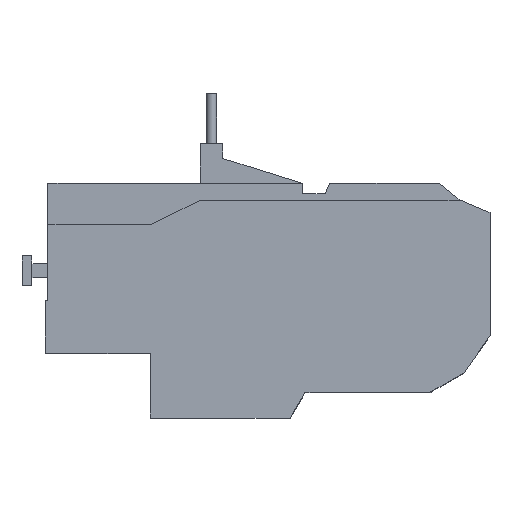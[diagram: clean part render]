
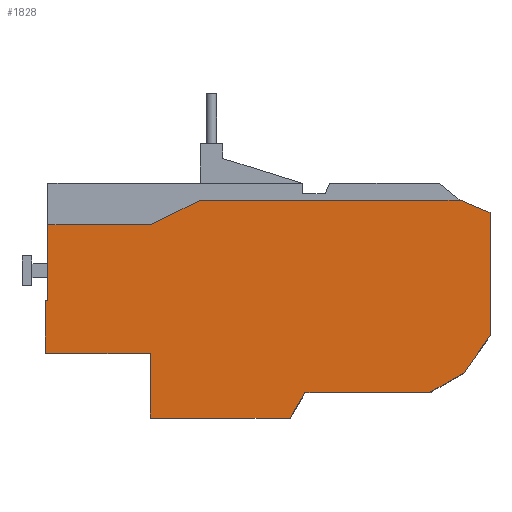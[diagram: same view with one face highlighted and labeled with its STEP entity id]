
A CAD part, top view. The second image highlights one B-rep face of the part: STEP entity #1828.
In plain terms, the highlighted planar face has unit normal (0, 0, 1).
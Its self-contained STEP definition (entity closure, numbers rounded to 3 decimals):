
#40 = CARTESIAN_POINT ( 'NONE',  ( 68., 48.136, 49. ) ) ;
#546 = VECTOR ( 'NONE', #10335, 1000. ) ;
#614 = LINE ( 'NONE', #8510, #546 ) ;
#1100 = CARTESIAN_POINT ( 'NONE',  ( -21., 20., 49. ) ) ;
#1740 = CARTESIAN_POINT ( 'NONE',  ( 30.955, 12.117, 49. ) ) ;
#1786 = CARTESIAN_POINT ( 'NONE',  ( 0., 7., 49. ) ) ;
#1828 = ADVANCED_FACE ( 'NONE', ( #7235 ), #4797, .T. ) ;
#2220 = VERTEX_POINT ( 'NONE', #1100 ) ;
#2318 = CARTESIAN_POINT ( 'NONE',  ( -20.5, 30.5, 49. ) ) ;
#2962 = DIRECTION ( 'NONE',  ( 0., 1., 0. ) ) ;
#3119 = EDGE_LOOP ( 'NONE', ( #17918, #18162, #18328, #18502, #18706, #18807, #18952, #19236, #19453, #19616, #19880, #20058, #20292, #20507, #20791 ) ) ;
#3135 = DIRECTION ( 'NONE',  ( -1., 0., 0. ) ) ;
#3380 = DIRECTION ( 'NONE',  ( -1., 0., 0. ) ) ;
#3580 = CARTESIAN_POINT ( 'NONE',  ( 0., 20., 49. ) ) ;
#3591 = CARTESIAN_POINT ( 'NONE',  ( -20.5, 45.7, 49. ) ) ;
#3830 = CARTESIAN_POINT ( 'NONE',  ( 28., 7., 49. ) ) ;
#4426 = CARTESIAN_POINT ( 'NONE',  ( 10., 50.636, 49. ) ) ;
#4455 = CARTESIAN_POINT ( 'NONE',  ( 68., 48.136, 49. ) ) ;
#4527 = VERTEX_POINT ( 'NONE', #1786 ) ;
#4618 = CARTESIAN_POINT ( 'NONE',  ( -21., 30.5, 49. ) ) ;
#4642 = LINE ( 'NONE', #5664, #4684 ) ;
#4684 = VECTOR ( 'NONE', #5586, 1000. ) ;
#4769 = DIRECTION ( 'NONE',  ( 1., 0., 0. ) ) ;
#4774 = DIRECTION ( 'NONE',  ( 0., 0., 1. ) ) ;
#4797 = PLANE ( 'NONE',  #5078 ) ;
#4823 = VERTEX_POINT ( 'NONE', #4455 ) ;
#4841 = CARTESIAN_POINT ( 'NONE',  ( 0., 0., 49. ) ) ;
#5078 = AXIS2_PLACEMENT_3D ( 'NONE', #4841, #4774, #4769 ) ;
#5099 = CARTESIAN_POINT ( 'NONE',  ( 62., 50.636, 49. ) ) ;
#5306 = CARTESIAN_POINT ( 'NONE',  ( -21., 20., 49. ) ) ;
#5504 = DIRECTION ( 'NONE',  ( -0.897, -0.443, 0. ) ) ;
#5515 = DIRECTION ( 'NONE',  ( -0.5, -0.866, 0. ) ) ;
#5586 = DIRECTION ( 'NONE',  ( -0.569, -0.823, 0. ) ) ;
#5664 = CARTESIAN_POINT ( 'NONE',  ( 62.883, 16.117, 49. ) ) ;
#6726 = EDGE_CURVE ( 'NONE', #14458, #11040, #10274, .T. ) ;
#6748 = LINE ( 'NONE', #15265, #6769 ) ;
#6769 = VECTOR ( 'NONE', #14366, 1000. ) ;
#6992 = VECTOR ( 'NONE', #3380, 1000. ) ;
#7080 = LINE ( 'NONE', #1740, #6992 ) ;
#7084 = DIRECTION ( 'NONE',  ( 1., 0., 0. ) ) ;
#7235 = FACE_OUTER_BOUND ( 'NONE', #3119, .T. ) ;
#7955 = CARTESIAN_POINT ( 'NONE',  ( 0., 30.5, 49. ) ) ;
#8157 = EDGE_CURVE ( 'NONE', #11394, #16266, #6748, .T. ) ;
#8333 = VECTOR ( 'NONE', #5515, 1000. ) ;
#8350 = LINE ( 'NONE', #3830, #8333 ) ;
#8510 = CARTESIAN_POINT ( 'NONE',  ( 0., 45.7, 49. ) ) ;
#8802 = EDGE_CURVE ( 'NONE', #16328, #11394, #4642, .T. ) ;
#9749 = DIRECTION ( 'NONE',  ( -1., 0., 0. ) ) ;
#10089 = EDGE_CURVE ( 'NONE', #4823, #16328, #21026, .T. ) ;
#10114 = VECTOR ( 'NONE', #13935, 1000. ) ;
#10258 = VECTOR ( 'NONE', #3135, 1000. ) ;
#10274 = LINE ( 'NONE', #14944, #10114 ) ;
#10304 = LINE ( 'NONE', #13774, #10258 ) ;
#10335 = DIRECTION ( 'NONE',  ( -1., 0., 0. ) ) ;
#11040 = VERTEX_POINT ( 'NONE', #4426 ) ;
#11394 = VERTEX_POINT ( 'NONE', #20651 ) ;
#11526 = EDGE_CURVE ( 'NONE', #4823, #14458, #19892, .T. ) ;
#11801 = VERTEX_POINT ( 'NONE', #15263 ) ;
#11990 = EDGE_CURVE ( 'NONE', #20401, #14019, #18566, .T. ) ;
#12659 = VERTEX_POINT ( 'NONE', #18533 ) ;
#12766 = CARTESIAN_POINT ( 'NONE',  ( -20.5, 0., 49. ) ) ;
#12769 = EDGE_CURVE ( 'NONE', #20619, #2220, #15845, .T. ) ;
#13030 = EDGE_CURVE ( 'NONE', #2220, #19767, #15013, .T. ) ;
#13031 = VECTOR ( 'NONE', #5504, 1000. ) ;
#13135 = LINE ( 'NONE', #19966, #13031 ) ;
#13250 = EDGE_CURVE ( 'NONE', #4527, #19767, #14083, .T. ) ;
#13463 = CARTESIAN_POINT ( 'NONE',  ( 55.955, 12.117, 49. ) ) ;
#13534 = EDGE_CURVE ( 'NONE', #11040, #12659, #13135, .T. ) ;
#13720 = VECTOR ( 'NONE', #9749, 1000. ) ;
#13774 = CARTESIAN_POINT ( 'NONE',  ( 0., 7., 49. ) ) ;
#13810 = LINE ( 'NONE', #7955, #13720 ) ;
#13935 = DIRECTION ( 'NONE',  ( -1., 0., 0. ) ) ;
#13938 = DIRECTION ( 'NONE',  ( 0., -1., 0. ) ) ;
#14019 = VERTEX_POINT ( 'NONE', #3591 ) ;
#14083 = LINE ( 'NONE', #15310, #14147 ) ;
#14147 = VECTOR ( 'NONE', #2962, 1000. ) ;
#14330 = EDGE_CURVE ( 'NONE', #11801, #4527, #10304, .T. ) ;
#14366 = DIRECTION ( 'NONE',  ( -0.866, -0.5, 0. ) ) ;
#14458 = VERTEX_POINT ( 'NONE', #5099 ) ;
#14780 = CARTESIAN_POINT ( 'NONE',  ( 68., 48.136, 49. ) ) ;
#14874 = EDGE_CURVE ( 'NONE', #17983, #11801, #8350, .T. ) ;
#14881 = VECTOR ( 'NONE', #7084, 1000. ) ;
#14944 = CARTESIAN_POINT ( 'NONE',  ( 0., 50.636, 49. ) ) ;
#15013 = LINE ( 'NONE', #5306, #14881 ) ;
#15263 = CARTESIAN_POINT ( 'NONE',  ( 28., 7., 49. ) ) ;
#15265 = CARTESIAN_POINT ( 'NONE',  ( 55.955, 12.117, 49. ) ) ;
#15297 = EDGE_CURVE ( 'NONE', #16266, #17983, #7080, .T. ) ;
#15310 = CARTESIAN_POINT ( 'NONE',  ( 0., 20., 49. ) ) ;
#15802 = VECTOR ( 'NONE', #20690, 1000. ) ;
#15845 = LINE ( 'NONE', #18914, #15802 ) ;
#16266 = VERTEX_POINT ( 'NONE', #13463 ) ;
#16328 = VERTEX_POINT ( 'NONE', #21016 ) ;
#17479 = EDGE_CURVE ( 'NONE', #12659, #14019, #614, .T. ) ;
#17918 = ORIENTED_EDGE ( 'NONE', *, *, #8157, .F. ) ;
#17983 = VERTEX_POINT ( 'NONE', #21024 ) ;
#18162 = ORIENTED_EDGE ( 'NONE', *, *, #8802, .F. ) ;
#18328 = ORIENTED_EDGE ( 'NONE', *, *, #10089, .F. ) ;
#18448 = VECTOR ( 'NONE', #21728, 1000. ) ;
#18502 = ORIENTED_EDGE ( 'NONE', *, *, #11526, .T. ) ;
#18533 = CARTESIAN_POINT ( 'NONE',  ( 0., 45.7, 49. ) ) ;
#18566 = LINE ( 'NONE', #12766, #18448 ) ;
#18706 = ORIENTED_EDGE ( 'NONE', *, *, #6726, .T. ) ;
#18807 = ORIENTED_EDGE ( 'NONE', *, *, #13534, .T. ) ;
#18914 = CARTESIAN_POINT ( 'NONE',  ( -21., 54., 49. ) ) ;
#18952 = ORIENTED_EDGE ( 'NONE', *, *, #17479, .T. ) ;
#19236 = ORIENTED_EDGE ( 'NONE', *, *, #11990, .F. ) ;
#19453 = ORIENTED_EDGE ( 'NONE', *, *, #20577, .T. ) ;
#19616 = ORIENTED_EDGE ( 'NONE', *, *, #12769, .T. ) ;
#19767 = VERTEX_POINT ( 'NONE', #3580 ) ;
#19880 = ORIENTED_EDGE ( 'NONE', *, *, #13030, .T. ) ;
#19892 = LINE ( 'NONE', #40, #19933 ) ;
#19933 = VECTOR ( 'NONE', #21112, 1000. ) ;
#19966 = CARTESIAN_POINT ( 'NONE',  ( 10., 50.636, 49. ) ) ;
#20058 = ORIENTED_EDGE ( 'NONE', *, *, #13250, .F. ) ;
#20292 = ORIENTED_EDGE ( 'NONE', *, *, #14330, .F. ) ;
#20401 = VERTEX_POINT ( 'NONE', #2318 ) ;
#20507 = ORIENTED_EDGE ( 'NONE', *, *, #14874, .F. ) ;
#20577 = EDGE_CURVE ( 'NONE', #20401, #20619, #13810, .T. ) ;
#20619 = VERTEX_POINT ( 'NONE', #4618 ) ;
#20651 = CARTESIAN_POINT ( 'NONE',  ( 62.883, 16.117, 49. ) ) ;
#20690 = DIRECTION ( 'NONE',  ( 0., -1., 0. ) ) ;
#20791 = ORIENTED_EDGE ( 'NONE', *, *, #15297, .F. ) ;
#21016 = CARTESIAN_POINT ( 'NONE',  ( 68., 23.521, 49. ) ) ;
#21024 = CARTESIAN_POINT ( 'NONE',  ( 30.955, 12.117, 49. ) ) ;
#21026 = LINE ( 'NONE', #14780, #21336 ) ;
#21112 = DIRECTION ( 'NONE',  ( -0.923, 0.385, 0. ) ) ;
#21336 = VECTOR ( 'NONE', #13938, 1000. ) ;
#21728 = DIRECTION ( 'NONE',  ( 0., 1., 0. ) ) ;
